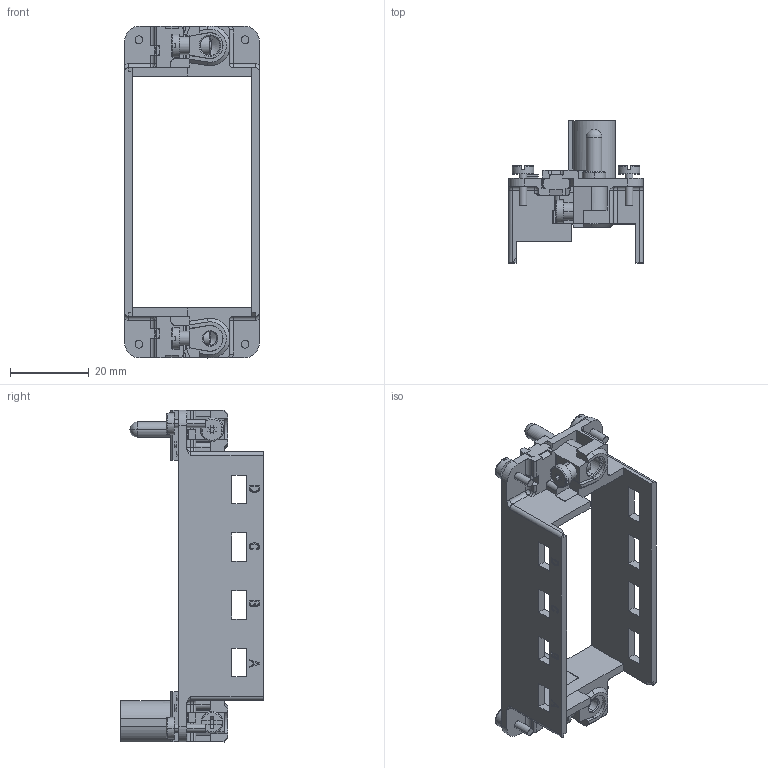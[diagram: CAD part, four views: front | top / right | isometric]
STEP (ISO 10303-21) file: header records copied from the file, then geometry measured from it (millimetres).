
FILE_DESCRIPTION((''),'2;1');
FILE_NAME('3D_1290160001002_HF16B-NUA2_V1_','2020-08-31T',('lian.chen'),(''),'PRO/ENGINEER BY PARAMETRIC TECHNOLOGY CORPORATION, 2012480','PRO/ENGINEER BY PARAMETRIC TECHNOLOGY CORPORATION, 2012480','');
FILE_SCHEMA(('AUTOMOTIVE_DESIGN { 1 0 10303 214 1 1 1 1 }'));
Length unit declared in the file: millimetre
Products named in the file (1): 3D_1290160001002_HF16B-NUA2_V1_
Bounding box: 34.3 x 36.3 x 84.5 mm (x, y, z)
Volume: 11945 mm3; surface area: 14145.2 mm2
Topology: 3 solids, 10 shells, 1144 faces, 3323 edges, 2140 vertices
Faces by surface type: plane 577, cylinder 309, extrusion 85, torus 72, sphere 50, cone 38, bspline 13
Entity records: 39252 total; most frequent: CARTESIAN_POINT 9512, ORIENTED_EDGE 6534, DIRECTION 5653, EDGE_CURVE 3267, VERTEX_POINT 2140, VECTOR 1997, LINE 1912, AXIS2_PLACEMENT_3D 1828
